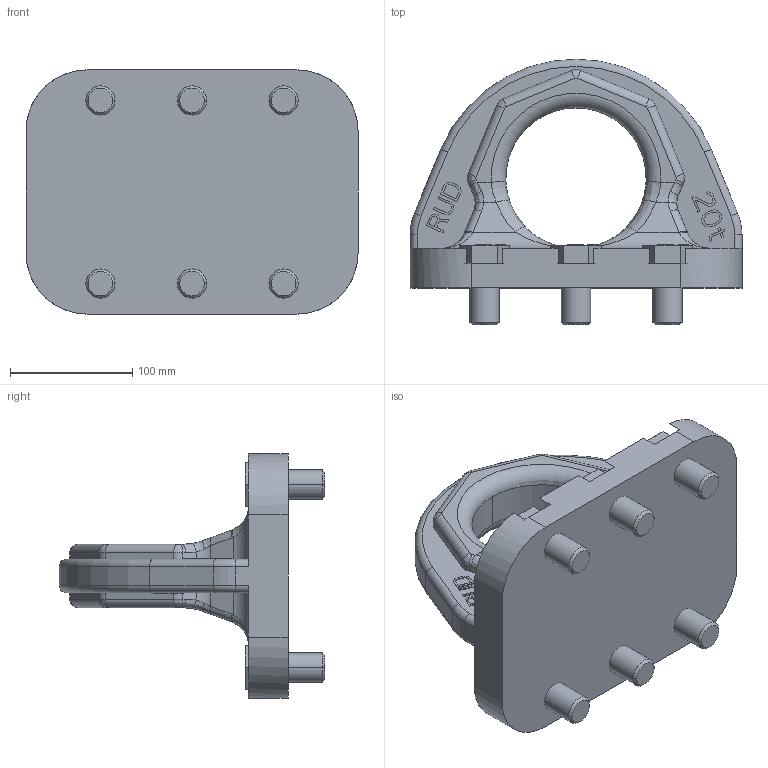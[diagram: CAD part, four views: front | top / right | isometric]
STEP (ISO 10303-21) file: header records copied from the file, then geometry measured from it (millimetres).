
FILE_DESCRIPTION((''),'2;1');
FILE_NAME('001-M35159-P-3','2019-02-22T',('anja.joas'),(''),'PRO/ENGINEER BY PARAMETRIC TECHNOLOGY CORPORATION, 2011490','PRO/ENGINEER BY PARAMETRIC TECHNOLOGY CORPORATION, 2011490','');
FILE_SCHEMA(('CONFIG_CONTROL_DESIGN'));
Length unit declared in the file: millimetre
Products named in the file (1): 001-M35159-P-3
Bounding box: 272 x 217.5 x 200 mm (x, y, z)
Volume: 2623539.2 mm3; surface area: 232254.7 mm2
Topology: 1 solids, 1 shells, 1433 faces, 3936 edges, 2596 vertices
Faces by surface type: plane 1289, cylinder 82, bspline 42, cone 12, torus 8
Entity records: 45955 total; most frequent: CARTESIAN_POINT 9607, ORIENTED_EDGE 7872, DIRECTION 6841, EDGE_CURVE 3936, VECTOR 3649, LINE 3649, VERTEX_POINT 2596, AXIS2_PLACEMENT_3D 1596
